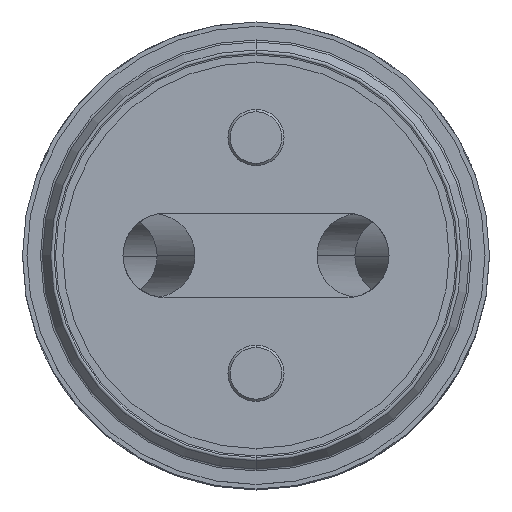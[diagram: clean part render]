
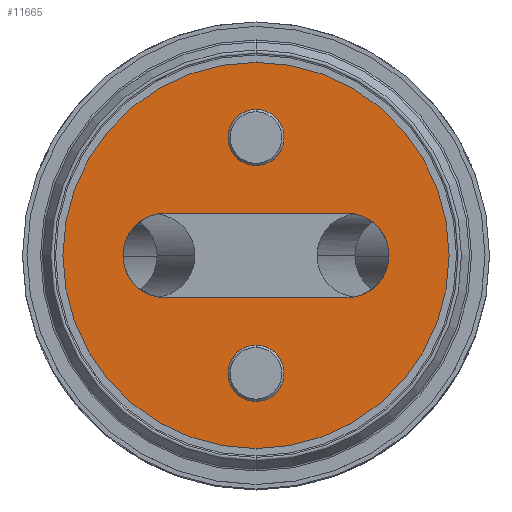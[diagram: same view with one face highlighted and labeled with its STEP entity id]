
A CAD part, top view. The second image highlights one B-rep face of the part: STEP entity #11665.
In plain terms, the highlighted planar face has unit normal (0, 0, 1).
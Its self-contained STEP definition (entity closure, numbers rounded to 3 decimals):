
#3566=CARTESIAN_POINT('',(0.,0.,58.));
#3567=DIRECTION('',(0.,0.,1.));
#3568=DIRECTION('',(0.,1.,0.));
#3569=AXIS2_PLACEMENT_3D('',#3566,#3567,#3568);
#3571=CARTESIAN_POINT('',(0.,0.,58.));
#3572=DIRECTION('',(0.,0.,1.));
#3573=DIRECTION('',(0.,-1.,0.));
#3574=AXIS2_PLACEMENT_3D('',#3571,#3572,#3573);
#3576=DIRECTION('',(-1.,0.,0.));
#3577=VECTOR('',#3576,16.2);
#3578=CARTESIAN_POINT('',(8.1,-3.75,58.));
#3579=LINE('',#3578,#3577);
#3580=CARTESIAN_POINT('',(8.1,0.,58.));
#3581=DIRECTION('',(0.,0.,1.));
#3582=DIRECTION('',(0.,-1.,0.));
#3583=AXIS2_PLACEMENT_3D('',#3580,#3581,#3582);
#3585=DIRECTION('',(-1.,0.,0.));
#3586=VECTOR('',#3585,16.2);
#3587=CARTESIAN_POINT('',(8.1,3.75,58.));
#3588=LINE('',#3587,#3586);
#3589=CARTESIAN_POINT('',(-8.1,0.,58.));
#3590=DIRECTION('',(0.,0.,1.));
#3591=DIRECTION('',(0.,1.,0.));
#3592=AXIS2_PLACEMENT_3D('',#3589,#3590,#3591);
#3594=CARTESIAN_POINT('',(0.,10.5,58.));
#3595=DIRECTION('',(0.,0.,1.));
#3596=DIRECTION('',(0.,-1.,0.));
#3597=AXIS2_PLACEMENT_3D('',#3594,#3595,#3596);
#3599=CARTESIAN_POINT('',(0.,10.5,58.));
#3600=DIRECTION('',(0.,0.,1.));
#3601=DIRECTION('',(0.,1.,0.));
#3602=AXIS2_PLACEMENT_3D('',#3599,#3600,#3601);
#3604=CARTESIAN_POINT('',(0.,-10.5,58.));
#3605=DIRECTION('',(0.,0.,1.));
#3606=DIRECTION('',(0.,-1.,0.));
#3607=AXIS2_PLACEMENT_3D('',#3604,#3605,#3606);
#3609=CARTESIAN_POINT('',(0.,-10.5,58.));
#3610=DIRECTION('',(0.,0.,1.));
#3611=DIRECTION('',(0.,1.,0.));
#3612=AXIS2_PLACEMENT_3D('',#3609,#3610,#3611);
#8193=CARTESIAN_POINT('',(8.1,-3.75,58.));
#8194=CARTESIAN_POINT('',(-8.1,-3.75,58.));
#8195=VERTEX_POINT('',#8193);
#8196=VERTEX_POINT('',#8194);
#8197=CARTESIAN_POINT('',(8.1,3.75,58.));
#8198=CARTESIAN_POINT('',(-8.1,3.75,58.));
#8199=VERTEX_POINT('',#8197);
#8200=VERTEX_POINT('',#8198);
#8227=CARTESIAN_POINT('',(0.,17.423,58.));
#8228=CARTESIAN_POINT('',(0.,-17.423,58.));
#8229=VERTEX_POINT('',#8227);
#8230=VERTEX_POINT('',#8228);
#8526=CARTESIAN_POINT('',(0.,8.,58.));
#8527=CARTESIAN_POINT('',(0.,13.,58.));
#8528=VERTEX_POINT('',#8526);
#8529=VERTEX_POINT('',#8527);
#8550=CARTESIAN_POINT('',(0.,-13.,58.));
#8551=CARTESIAN_POINT('',(0.,-8.,58.));
#8552=VERTEX_POINT('',#8550);
#8553=VERTEX_POINT('',#8551);
#11633=CARTESIAN_POINT('',(0.,0.,58.));
#11634=DIRECTION('',(0.,0.,1.));
#11635=DIRECTION('',(0.,1.,0.));
#11636=AXIS2_PLACEMENT_3D('',#11633,#11634,#11635);
#11637=PLANE('',#11636);
#11639=ORIENTED_EDGE('',*,*,#11638,.F.);
#11641=ORIENTED_EDGE('',*,*,#11640,.F.);
#11642=EDGE_LOOP('',(#11639,#11641));
#11643=FACE_OUTER_BOUND('',#11642,.F.);
#11645=ORIENTED_EDGE('',*,*,#11644,.F.);
#11647=ORIENTED_EDGE('',*,*,#11646,.T.);
#11648=ORIENTED_EDGE('',*,*,#11613,.T.);
#11650=ORIENTED_EDGE('',*,*,#11649,.T.);
#11651=EDGE_LOOP('',(#11645,#11647,#11648,#11650));
#11652=FACE_BOUND('',#11651,.F.);
#11654=ORIENTED_EDGE('',*,*,#11653,.T.);
#11656=ORIENTED_EDGE('',*,*,#11655,.T.);
#11657=EDGE_LOOP('',(#11654,#11656));
#11658=FACE_BOUND('',#11657,.F.);
#11660=ORIENTED_EDGE('',*,*,#11659,.T.);
#11662=ORIENTED_EDGE('',*,*,#11661,.T.);
#11663=EDGE_LOOP('',(#11660,#11662));
#11664=FACE_BOUND('',#11663,.F.);
#11665=ADVANCED_FACE('',(#11643,#11652,#11658,#11664),#11637,.T.);
#3570=CIRCLE('',#3569,17.423);
#3575=CIRCLE('',#3574,17.423);
#3584=CIRCLE('',#3583,3.75);
#3593=CIRCLE('',#3592,3.75);
#3598=CIRCLE('',#3597,2.5);
#3603=CIRCLE('',#3602,2.5);
#3608=CIRCLE('',#3607,2.5);
#3613=CIRCLE('',#3612,2.5);
#11613=EDGE_CURVE('',#8199,#8200,#3588,.T.);
#11638=EDGE_CURVE('',#8229,#8230,#3570,.T.);
#11640=EDGE_CURVE('',#8230,#8229,#3575,.T.);
#11644=EDGE_CURVE('',#8195,#8196,#3579,.T.);
#11646=EDGE_CURVE('',#8195,#8199,#3584,.T.);
#11649=EDGE_CURVE('',#8200,#8196,#3593,.T.);
#11653=EDGE_CURVE('',#8528,#8529,#3598,.T.);
#11655=EDGE_CURVE('',#8529,#8528,#3603,.T.);
#11659=EDGE_CURVE('',#8552,#8553,#3608,.T.);
#11661=EDGE_CURVE('',#8553,#8552,#3613,.T.);
